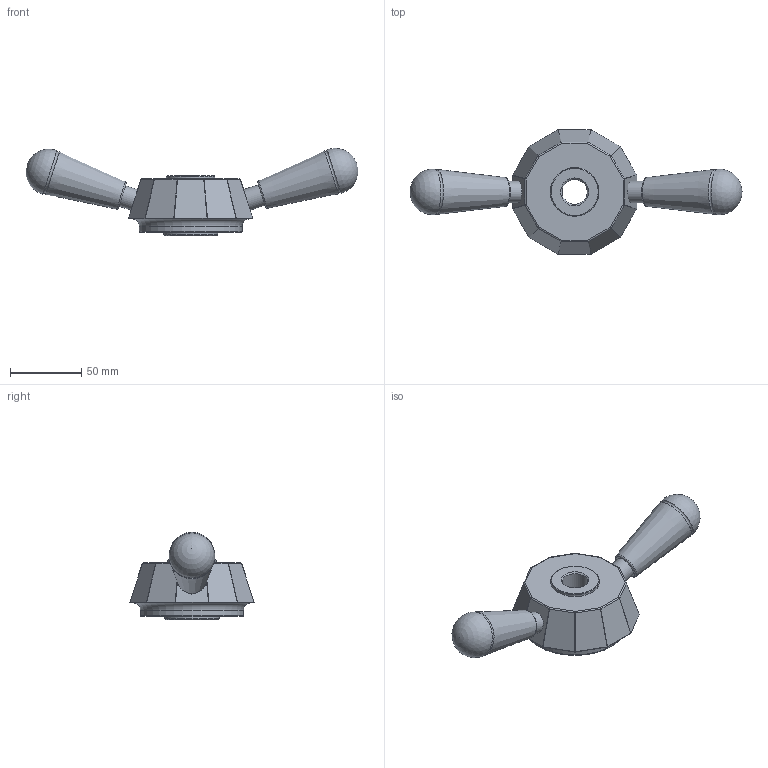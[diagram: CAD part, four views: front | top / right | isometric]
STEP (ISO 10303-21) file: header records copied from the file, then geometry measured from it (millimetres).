
FILE_DESCRIPTION(/* description */ ('File 3d .step'),/* implementation_level */ '2;1');
FILE_NAME(/* name */ '6109006',/* time_stamp */ '2019-08-26T12:00:59+02:00',/* author */ ('Zorzan D.'),/* organization */ ('Gamm Srl.'),/* preprocessor_version */ 'ST-DEVELOPER v16.7',/* originating_system */ 'DEX',/* authorisation */ $);
FILE_SCHEMA (('AUTOMOTIVE_DESIGN {1 0 10303 214 3 1 1}'));
Length unit declared in the file: millimetre
Products named in the file (1): 6109006
Bounding box: 232.3 x 87.02 x 61.14 mm (x, y, z)
Volume: 249889.9 mm3; surface area: 35879.2 mm2
Topology: 1 solids, 10 shells, 131 faces, 292 edges, 164 vertices
Faces by surface type: cylinder 41, plane 39, bspline 24, torus 13, cone 12, sphere 2
Full cylindrical faces by diameter (mm): 8.376 x2, 10 x2, 11.8 x2, 11.835 x3, 15 x4, 17.5 x1, 34 x1, 38 x1, 72 x1
Entity records: 4339 total; most frequent: CARTESIAN_POINT 1062, DIRECTION 436, ORIENTED_EDGE 424, EDGE_CURVE 212, FACE_BOUND 188, EDGE_LOOP 186, AXIS2_PLACEMENT_3D 176, VERTEX_POINT 142
